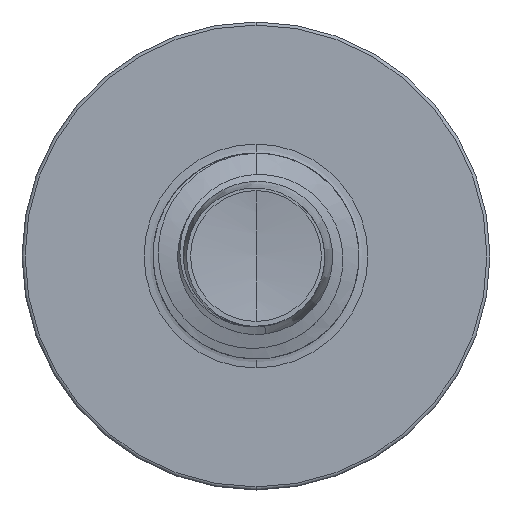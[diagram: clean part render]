
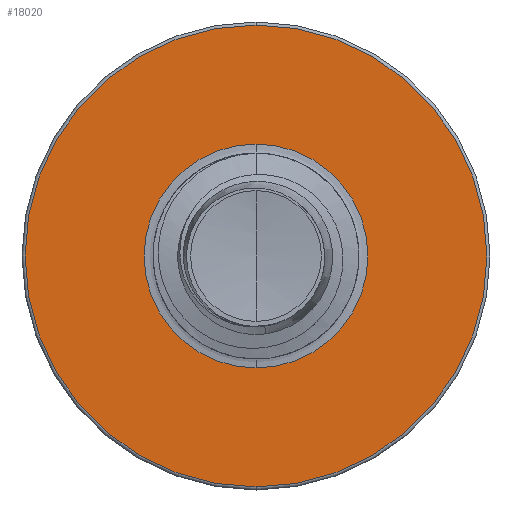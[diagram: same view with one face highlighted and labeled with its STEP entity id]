
A CAD part, front view. The second image highlights one B-rep face of the part: STEP entity #18020.
In plain terms, the highlighted planar face has unit normal (0, -1, 0).
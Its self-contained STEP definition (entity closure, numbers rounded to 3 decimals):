
#59 = DIRECTION ( 'NONE',  ( 0., 0., 1. ) ) ;
#519 = VERTEX_POINT ( 'NONE', #10064 ) ;
#524 = AXIS2_PLACEMENT_3D ( 'NONE', #13172, #3824, #14382 ) ;
#562 = AXIS2_PLACEMENT_3D ( 'NONE', #17996, #10431, #59 ) ;
#1718 = FACE_OUTER_BOUND ( 'NONE', #15896, .T. ) ;
#3208 = AXIS2_PLACEMENT_3D ( 'NONE', #16044, #8053, #17291 ) ;
#3284 = CARTESIAN_POINT ( 'NONE',  ( 0., 5., -2.467 ) ) ;
#3524 = ORIENTED_EDGE ( 'NONE', *, *, #17483, .F. ) ;
#3824 = DIRECTION ( 'NONE',  ( 0., 1., 0. ) ) ;
#3929 = DIRECTION ( 'NONE',  ( 0., 0., 1. ) ) ;
#5220 = CARTESIAN_POINT ( 'NONE',  ( 0., 5., 2.467 ) ) ;
#5728 = AXIS2_PLACEMENT_3D ( 'NONE', #10093, #19091, #11506 ) ;
#6769 = VERTEX_POINT ( 'NONE', #5220 ) ;
#7208 = ORIENTED_EDGE ( 'NONE', *, *, #13534, .T. ) ;
#8053 = DIRECTION ( 'NONE',  ( 0., 1., 0. ) ) ;
#8652 = CARTESIAN_POINT ( 'NONE',  ( 0., 5., -1.196 ) ) ;
#9531 = VERTEX_POINT ( 'NONE', #8652 ) ;
#9686 = AXIS2_PLACEMENT_3D ( 'NONE', #10501, #13239, #3929 ) ;
#10064 = CARTESIAN_POINT ( 'NONE',  ( 0., 5., 1.196 ) ) ;
#10093 = CARTESIAN_POINT ( 'NONE',  ( 0., 5., 0. ) ) ;
#10291 = FACE_BOUND ( 'NONE', #16399, .T. ) ;
#10314 = ORIENTED_EDGE ( 'NONE', *, *, #17457, .T. ) ;
#10431 = DIRECTION ( 'NONE',  ( 0., 1., 0. ) ) ;
#10501 = CARTESIAN_POINT ( 'NONE',  ( 0., 5., -1.196 ) ) ;
#11506 = DIRECTION ( 'NONE',  ( 0., 0., 1. ) ) ;
#13172 = CARTESIAN_POINT ( 'NONE',  ( 0., 5., 0. ) ) ;
#13184 = PLANE ( 'NONE',  #9686 ) ;
#13239 = DIRECTION ( 'NONE',  ( 0., 1., 0. ) ) ;
#13300 = CIRCLE ( 'NONE', #3208, 2.467 ) ;
#13534 = EDGE_CURVE ( 'NONE', #9531, #519, #13858, .T. ) ;
#13858 = CIRCLE ( 'NONE', #5728, 1.196 ) ;
#14382 = DIRECTION ( 'NONE',  ( 0., 0., 1. ) ) ;
#15369 = ORIENTED_EDGE ( 'NONE', *, *, #15425, .F. ) ;
#15425 = EDGE_CURVE ( 'NONE', #6769, #17861, #13300, .T. ) ;
#15669 = CIRCLE ( 'NONE', #562, 1.196 ) ;
#15896 = EDGE_LOOP ( 'NONE', ( #15369, #3524 ) ) ;
#16044 = CARTESIAN_POINT ( 'NONE',  ( 0., 5., 0. ) ) ;
#16399 = EDGE_LOOP ( 'NONE', ( #10314, #7208 ) ) ;
#17291 = DIRECTION ( 'NONE',  ( 0., 0., 1. ) ) ;
#17457 = EDGE_CURVE ( 'NONE', #519, #9531, #15669, .T. ) ;
#17483 = EDGE_CURVE ( 'NONE', #17861, #6769, #18718, .T. ) ;
#17861 = VERTEX_POINT ( 'NONE', #3284 ) ;
#17996 = CARTESIAN_POINT ( 'NONE',  ( 0., 5., 0. ) ) ;
#18020 = ADVANCED_FACE ( 'NONE', ( #1718, #10291 ), #13184, .F. ) ;
#18718 = CIRCLE ( 'NONE', #524, 2.467 ) ;
#19091 = DIRECTION ( 'NONE',  ( 0., 1., 0. ) ) ;
